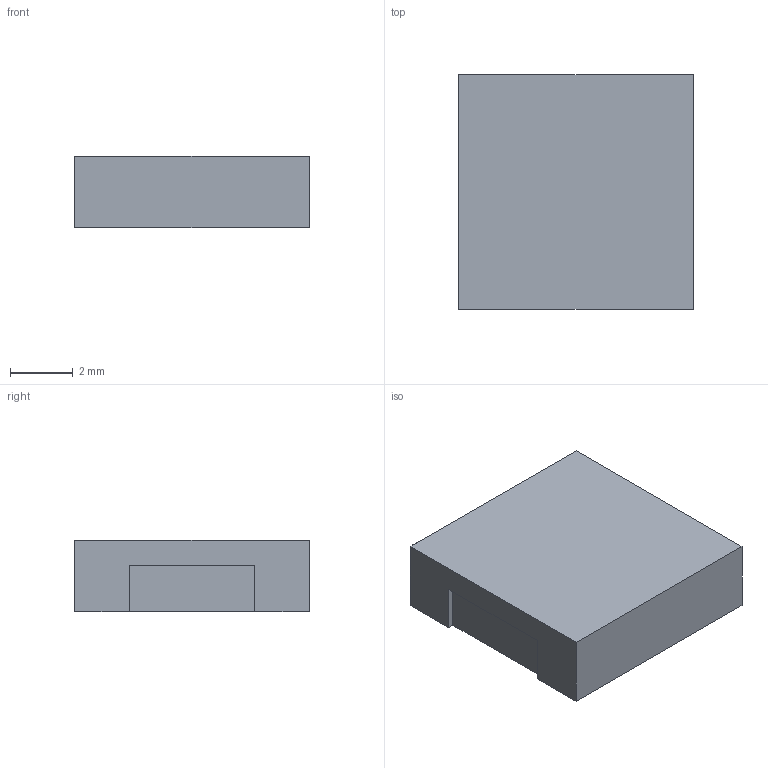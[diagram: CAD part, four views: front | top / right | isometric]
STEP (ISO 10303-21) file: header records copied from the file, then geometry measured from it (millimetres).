
FILE_DESCRIPTION(/* description */ (''),/* implementation_level */ '2;1');
FILE_NAME(/* name */ '1Jxxx.stp',/* time_stamp */ '2025-11-04T16:24:13-06:00',/* author */ ('jmeyers'),/* organization */ (''),/* preprocessor_version */ 'ST-DEVELOPER v18.1',/* originating_system */ 'Autodesk Inventor 2022',/* authorisation */ '');
FILE_SCHEMA (('AUTOMOTIVE_DESIGN { 1 0 10303 214 3 1 1 }'));
Length unit declared in the file: inch
Products named in the file (1): Part1
Bounding box: 7.5 x 7.5 x 2.3 mm (x, y, z)
Volume: 67.7 mm3; surface area: 237.9 mm2
Topology: 1 solids, 1 shells, 45 faces, 122 edges, 80 vertices
Faces by surface type: plane 45
Entity records: 1427 total; most frequent: CARTESIAN_POINT 248, ORIENTED_EDGE 244, DIRECTION 214, LINE 122, VECTOR 122, EDGE_CURVE 122, VERTEX_POINT 80, EDGE_LOOP 46
